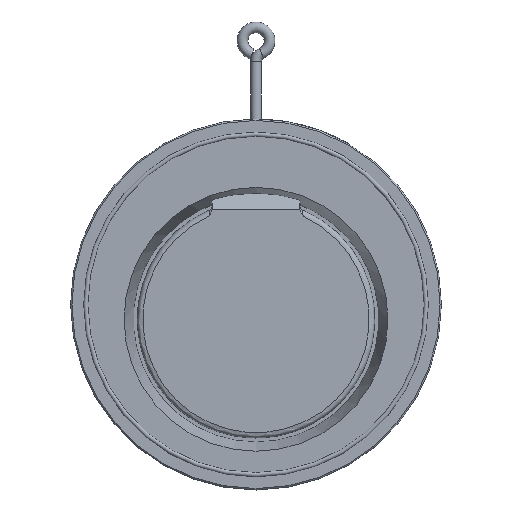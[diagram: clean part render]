
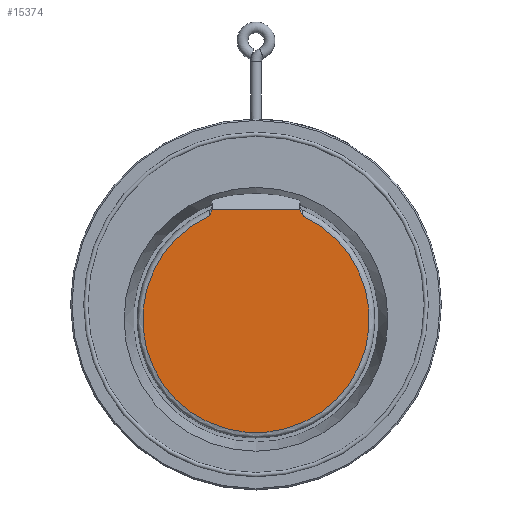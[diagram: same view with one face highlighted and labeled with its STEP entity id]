
A CAD part, top view. The second image highlights one B-rep face of the part: STEP entity #15374.
In plain terms, the highlighted planar face has unit normal (0, 0, 1).
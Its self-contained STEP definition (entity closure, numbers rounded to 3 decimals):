
#82 = FACE_OUTER_BOUND ( 'NONE', #4601, .T. ) ;
#95 = CARTESIAN_POINT ( 'NONE',  ( -33.693, 67.351, -7.21 ) ) ;
#118 = B_SPLINE_CURVE_WITH_KNOTS ( 'NONE', 3,
 ( #4496, #12321, #6193, #14792, #7433, #95, #8665, #1337, #9909, #2561 ),
 .UNSPECIFIED., .F., .F.,
 ( 4, 2, 2, 2, 4 ),
 ( 0., 0.001, 0.003, 0.004, 0.006 ),
 .UNSPECIFIED. ) ;
#204 = ORIENTED_EDGE ( 'NONE', *, *, #11061, .T. ) ;
#1229 = CARTESIAN_POINT ( 'NONE',  ( 33.237, 68.187, -7.21 ) ) ;
#1337 = CARTESIAN_POINT ( 'NONE',  ( -34.462, 66.148, -7.21 ) ) ;
#1804 = VERTEX_POINT ( 'NONE', #5148 ) ;
#2444 = CARTESIAN_POINT ( 'NONE',  ( 32.703, 69.517, -7.21 ) ) ;
#2561 = CARTESIAN_POINT ( 'NONE',  ( -35., 65.361, -7.21 ) ) ;
#2822 = CARTESIAN_POINT ( 'NONE',  ( 0., -11., -7.21 ) ) ;
#2877 = ORIENTED_EDGE ( 'NONE', *, *, #5479, .F. ) ;
#3241 = LINE ( 'NONE', #6159, #9370 ) ;
#3659 = ORIENTED_EDGE ( 'NONE', *, *, #15779, .T. ) ;
#3685 = CARTESIAN_POINT ( 'NONE',  ( 32.529, 70.456, -7.21 ) ) ;
#4064 = DIRECTION ( 'NONE',  ( 1., 0., 0. ) ) ;
#4496 = CARTESIAN_POINT ( 'NONE',  ( -32.529, 70.456, -7.21 ) ) ;
#4601 = EDGE_LOOP ( 'NONE', ( #2877, #204, #12208, #3659 ) ) ;
#4765 = VERTEX_POINT ( 'NONE', #5007 ) ;
#5007 = CARTESIAN_POINT ( 'NONE',  ( 35., 65.361, -7.21 ) ) ;
#5148 = CARTESIAN_POINT ( 'NONE',  ( -35., 65.361, -7.21 ) ) ;
#5479 = EDGE_CURVE ( 'NONE', #4765, #1804, #11700, .T. ) ;
#6159 = CARTESIAN_POINT ( 'NONE',  ( 0., 70.456, -7.21 ) ) ;
#6193 = CARTESIAN_POINT ( 'NONE',  ( -32.703, 69.517, -7.21 ) ) ;
#7020 = DIRECTION ( 'NONE',  ( 0., 0., -1. ) ) ;
#7327 = CARTESIAN_POINT ( 'NONE',  ( 35., 65.361, -7.21 ) ) ;
#7433 = CARTESIAN_POINT ( 'NONE',  ( -33.237, 68.187, -7.21 ) ) ;
#8548 = CARTESIAN_POINT ( 'NONE',  ( 33.92, 66.933, -7.21 ) ) ;
#8665 = CARTESIAN_POINT ( 'NONE',  ( -33.943, 66.946, -7.21 ) ) ;
#9370 = VECTOR ( 'NONE', #12578, 1000. ) ;
#9660 = EDGE_CURVE ( 'NONE', #11610, #10938, #3241, .T. ) ;
#9798 = CARTESIAN_POINT ( 'NONE',  ( 33.03, 68.622, -7.21 ) ) ;
#9909 = CARTESIAN_POINT ( 'NONE',  ( -34.732, 65.753, -7.21 ) ) ;
#9931 = AXIS2_PLACEMENT_3D ( 'NONE', #10569, #7020, #15619 ) ;
#10569 = CARTESIAN_POINT ( 'NONE',  ( 0., 73., -7.21 ) ) ;
#10938 = VERTEX_POINT ( 'NONE', #11546 ) ;
#11031 = CARTESIAN_POINT ( 'NONE',  ( 32.582, 69.977, -7.21 ) ) ;
#11061 = EDGE_CURVE ( 'NONE', #4765, #11610, #15104, .T. ) ;
#11409 = DIRECTION ( 'NONE',  ( 0., 0., -1. ) ) ;
#11546 = CARTESIAN_POINT ( 'NONE',  ( -32.529, 70.456, -7.21 ) ) ;
#11610 = VERTEX_POINT ( 'NONE', #15674 ) ;
#11700 = CIRCLE ( 'NONE', #12175, 84. ) ;
#12175 = AXIS2_PLACEMENT_3D ( 'NONE', #2822, #11409, #4064 ) ;
#12208 = ORIENTED_EDGE ( 'NONE', *, *, #9660, .T. ) ;
#12321 = CARTESIAN_POINT ( 'NONE',  ( -32.582, 69.977, -7.21 ) ) ;
#12578 = DIRECTION ( 'NONE',  ( -1., 0., 0. ) ) ;
#14374 = PLANE ( 'NONE',  #9931 ) ;
#14679 = CARTESIAN_POINT ( 'NONE',  ( 34.463, 66.147, -7.21 ) ) ;
#14792 = CARTESIAN_POINT ( 'NONE',  ( -33.03, 68.622, -7.21 ) ) ;
#15104 = B_SPLINE_CURVE_WITH_KNOTS ( 'NONE', 3,
 ( #7327, #14679, #8548, #1229, #9798, #2444, #11031, #3685 ),
 .UNSPECIFIED., .F., .F.,
 ( 4, 2, 2, 4 ),
 ( 0., 0.003, 0.004, 0.006 ),
 .UNSPECIFIED. ) ;
#15374 = ADVANCED_FACE ( 'NONE', ( #82 ), #14374, .F. ) ;
#15619 = DIRECTION ( 'NONE',  ( 1., 0., 0. ) ) ;
#15674 = CARTESIAN_POINT ( 'NONE',  ( 32.529, 70.456, -7.21 ) ) ;
#15779 = EDGE_CURVE ( 'NONE', #10938, #1804, #118, .T. ) ;
